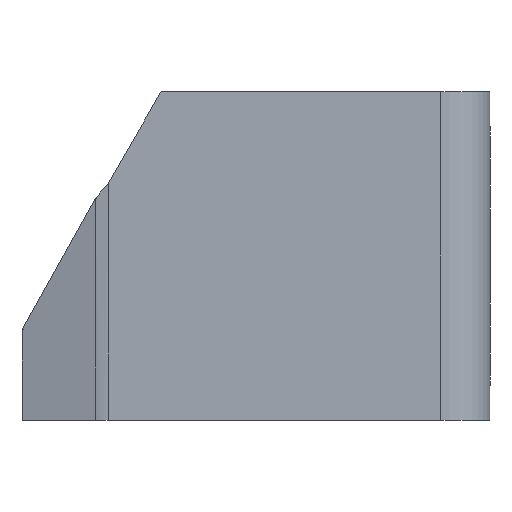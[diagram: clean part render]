
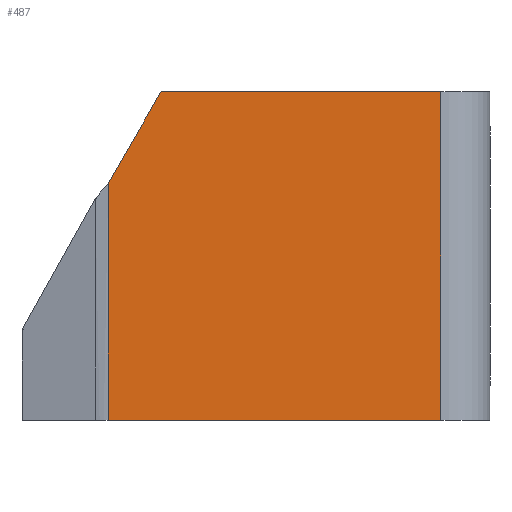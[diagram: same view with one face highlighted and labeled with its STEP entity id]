
A CAD part, left-side view. The second image highlights one B-rep face of the part: STEP entity #487.
In plain terms, the highlighted planar face has unit normal (-1, 0, 0).
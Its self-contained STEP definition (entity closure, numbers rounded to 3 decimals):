
#13 = EDGE_CURVE ( 'NONE', #2283, #1961, #2176, .T. ) ;
#34 = ORIENTED_EDGE ( 'NONE', *, *, #13, .F. ) ;
#61 = ORIENTED_EDGE ( 'NONE', *, *, #1469, .F. ) ;
#90 = CARTESIAN_POINT ( 'NONE',  ( -72., 40.064, 20. ) ) ;
#100 = DIRECTION ( 'NONE',  ( 0., 0., -1. ) ) ;
#101 = VERTEX_POINT ( 'NONE', #2354 ) ;
#163 = ORIENTED_EDGE ( 'NONE', *, *, #1596, .T. ) ;
#273 = DIRECTION ( 'NONE',  ( -1., 0., 0. ) ) ;
#285 = DIRECTION ( 'NONE',  ( 0., 1., 0. ) ) ;
#324 = VERTEX_POINT ( 'NONE', #1538 ) ;
#353 = DIRECTION ( 'NONE',  ( 0., 1., 0. ) ) ;
#443 = EDGE_CURVE ( 'NONE', #2283, #630, #2349, .T. ) ;
#472 = PLANE ( 'NONE',  #672 ) ;
#487 = ADVANCED_FACE ( 'NONE', ( #2269 ), #472, .T. ) ;
#498 = CARTESIAN_POINT ( 'NONE',  ( -72., 0., 20. ) ) ;
#552 = DIRECTION ( 'NONE',  ( 0., -1., 0. ) ) ;
#630 = VERTEX_POINT ( 'NONE', #90 ) ;
#647 = LINE ( 'NONE', #1108, #648 ) ;
#648 = VECTOR ( 'NONE', #941, 1000. ) ;
#662 = ORIENTED_EDGE ( 'NONE', *, *, #443, .T. ) ;
#672 = AXIS2_PLACEMENT_3D ( 'NONE', #498, #273, #552 ) ;
#773 = VECTOR ( 'NONE', #353, 1000. ) ;
#824 = LINE ( 'NONE', #1787, #773 ) ;
#862 = CARTESIAN_POINT ( 'NONE',  ( -72., 6., -20. ) ) ;
#941 = DIRECTION ( 'NONE',  ( 0., 0., -1. ) ) ;
#1059 = EDGE_CURVE ( 'NONE', #630, #324, #1275, .T. ) ;
#1072 = CARTESIAN_POINT ( 'NONE',  ( -72., 6., 20. ) ) ;
#1108 = CARTESIAN_POINT ( 'NONE',  ( -72., 46.51, 20. ) ) ;
#1247 = CARTESIAN_POINT ( 'NONE',  ( -72., 0., 20. ) ) ;
#1273 = VECTOR ( 'NONE', #1426, 1000. ) ;
#1275 = LINE ( 'NONE', #1942, #1273 ) ;
#1416 = ORIENTED_EDGE ( 'NONE', *, *, #1059, .T. ) ;
#1426 = DIRECTION ( 'NONE',  ( 0., 0.5, -0.866 ) ) ;
#1469 = EDGE_CURVE ( 'NONE', #1961, #101, #824, .T. ) ;
#1538 = CARTESIAN_POINT ( 'NONE',  ( -72., 46.51, 8.835 ) ) ;
#1590 = VECTOR ( 'NONE', #100, 1000. ) ;
#1596 = EDGE_CURVE ( 'NONE', #324, #101, #647, .T. ) ;
#1787 = CARTESIAN_POINT ( 'NONE',  ( -72., 0., -20. ) ) ;
#1942 = CARTESIAN_POINT ( 'NONE',  ( -72., 56.807, -9. ) ) ;
#1961 = VERTEX_POINT ( 'NONE', #862 ) ;
#2039 = EDGE_LOOP ( 'NONE', ( #1416, #163, #61, #34, #662 ) ) ;
#2072 = CARTESIAN_POINT ( 'NONE',  ( -72., 6., 20. ) ) ;
#2176 = LINE ( 'NONE', #1072, #1590 ) ;
#2269 = FACE_OUTER_BOUND ( 'NONE', #2039, .T. ) ;
#2283 = VERTEX_POINT ( 'NONE', #2072 ) ;
#2349 = LINE ( 'NONE', #1247, #2350 ) ;
#2350 = VECTOR ( 'NONE', #285, 1000. ) ;
#2354 = CARTESIAN_POINT ( 'NONE',  ( -72., 46.51, -20. ) ) ;
